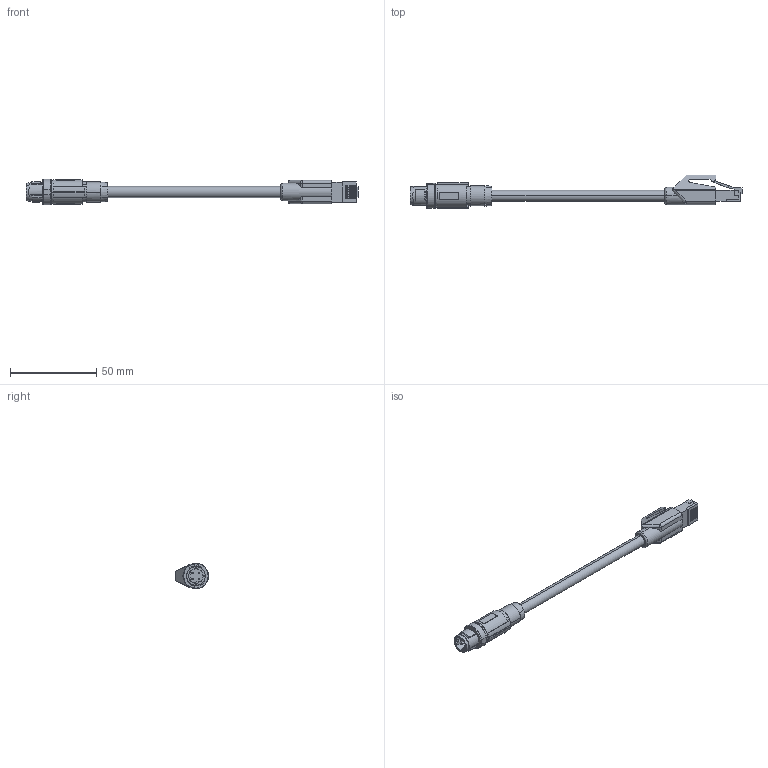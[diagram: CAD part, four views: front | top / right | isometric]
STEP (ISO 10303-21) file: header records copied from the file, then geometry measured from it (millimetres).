
FILE_DESCRIPTION(('SolidDesigner STEP Export'),'2;1');
FILE_NAME('1406127_NBC_MSD__2.0_93E_R4AC_SCO_US-select.stp','2013-06-06T12:15:48',(''),(''),'Creo Elements/Direct Modeling STEP processor for AP214 (Solid Model)','Creo Elements/Direct Modeling 18.1 06-May-2012 (C) Parametric Technology GmbH','');
FILE_SCHEMA(('AUTOMOTIVE_DESIGN { 1 0 10303 214 1 1 1 1 }'));
Length unit declared in the file: millimetre
Products named in the file (1): 1406127_NBC_MSD__2.0_93E_R4AC_SCO_US-select
Bounding box: 191.95 x 19.5 x 14.79 mm (x, y, z)
Volume: 14241.5 mm3; surface area: 7223.5 mm2
Topology: 1 solids, 1 shells, 264 faces, 726 edges, 476 vertices
Faces by surface type: plane 172, cylinder 60, cone 22, bspline 6, torus 2, sphere 2
Entity records: 13821 total; most frequent: CARTESIAN_POINT 5268, ORIENTED_EDGE 1448, DIRECTION 1148, EDGE_CURVE 724, VERTEX_POINT 476, VECTOR 454, LINE 454, AXIS2_PLACEMENT_3D 347
